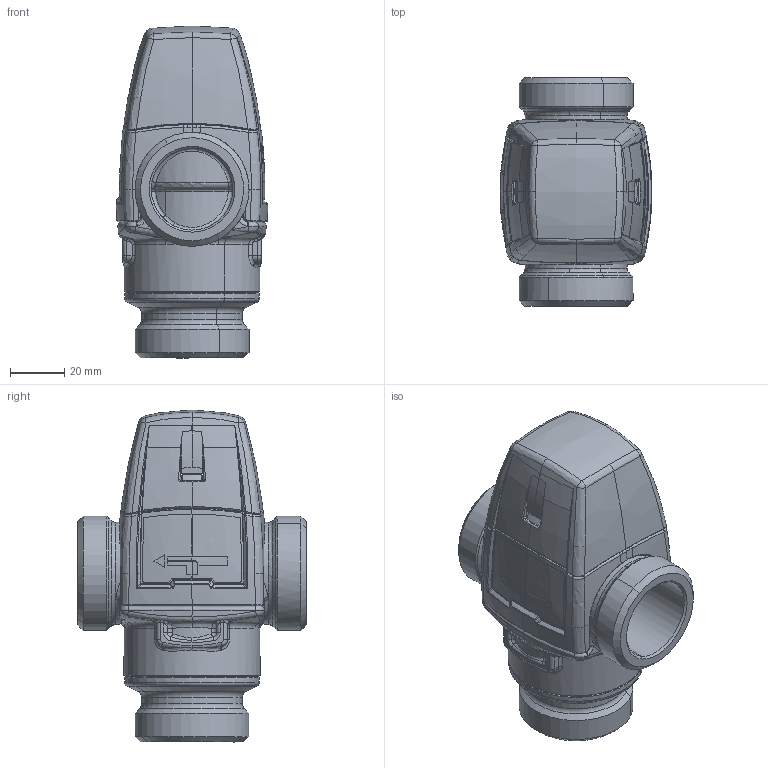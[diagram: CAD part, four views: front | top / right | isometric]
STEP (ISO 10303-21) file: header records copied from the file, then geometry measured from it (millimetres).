
FILE_DESCRIPTION(('CATIA V5 STEP Exchange'),'2;1');
FILE_NAME('VTA522 G1 1-4_31620500.stp','2014-11-05T14:28:03+00:00',('none'),('none'),'CATIA Version 5 Release 20 SP 6 (IN-10)','CATIA V5 STEP AP203','none');
FILE_SCHEMA(('CONFIG_CONTROL_DESIGN'));
Products named in the file (1): VTA522 G1 1-4_31620500
Assembly tree (6 placements, depth 2):
  VTA522 G1 1-4_31620500
    #58
    #43267
    #45197
    #100686
    #105810
    #107441
Bounding box: 55.84 x 84 x 122 mm (x, y, z)
Volume: 201231.9 mm3; surface area: 68116.7 mm2
Topology: 6 solids, 6 shells, 2943 faces, 7655 edges, 4668 vertices
Faces by surface type: plane 1113, bspline 1012, cylinder 300, torus 183, revolution 122, cone 105, sphere 100, extrusion 8
Entity records: 139249 total; most frequent: CARTESIAN_POINT 82481, ORIENTED_EDGE 15106, EDGE_CURVE 7553, DIRECTION 5765, B_SPLINE_CURVE_WITH_KNOTS 5206, VERTEX_POINT 4668, EDGE_LOOP 3003, ADVANCED_FACE 2943
